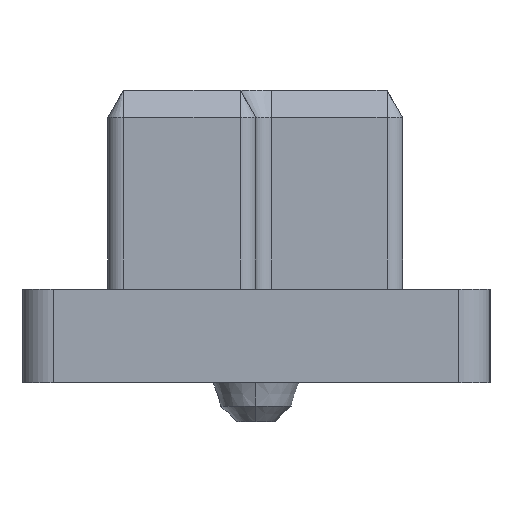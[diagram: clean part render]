
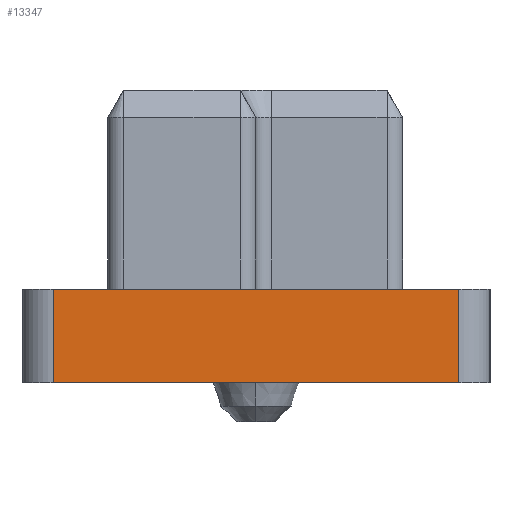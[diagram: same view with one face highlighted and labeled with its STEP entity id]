
A CAD part, left-side view. The second image highlights one B-rep face of the part: STEP entity #13347.
In plain terms, the highlighted planar face has unit normal (-1, 0, 0).
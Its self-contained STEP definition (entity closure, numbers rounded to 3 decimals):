
#3385=DIRECTION('',(0.,-1.,0.));
#3386=VECTOR('',#3385,5.2);
#3387=CARTESIAN_POINT('',(-10.9,2.6,-2.55));
#3388=LINE('',#3387,#3386);
#3409=DIRECTION('',(0.,0.,-1.));
#3410=VECTOR('',#3409,1.2);
#3411=CARTESIAN_POINT('',(-10.9,2.6,-2.55));
#3412=LINE('',#3411,#3410);
#3436=DIRECTION('',(0.,0.,-1.));
#3437=VECTOR('',#3436,1.2);
#3438=CARTESIAN_POINT('',(-10.9,-2.6,-2.55));
#3439=LINE('',#3438,#3437);
#3497=DIRECTION('',(0.,-1.,0.));
#3498=VECTOR('',#3497,5.2);
#3499=CARTESIAN_POINT('',(-10.9,2.6,-3.75));
#3500=LINE('',#3499,#3498);
#6882=CARTESIAN_POINT('',(-10.9,2.6,-2.55));
#6883=CARTESIAN_POINT('',(-10.9,2.6,-3.75));
#6884=VERTEX_POINT('',#6882);
#6885=VERTEX_POINT('',#6883);
#6902=CARTESIAN_POINT('',(-10.9,-2.6,-3.75));
#6903=VERTEX_POINT('',#6902);
#6904=CARTESIAN_POINT('',(-10.9,-2.6,-2.55));
#6905=VERTEX_POINT('',#6904);
#13334=CARTESIAN_POINT('',(-10.9,3.,-3.75));
#13335=DIRECTION('',(-1.,0.,0.));
#13336=DIRECTION('',(0.,-1.,0.));
#13337=AXIS2_PLACEMENT_3D('',#13334,#13335,#13336);
#13338=PLANE('',#13337);
#13339=ORIENTED_EDGE('',*,*,#13324,.F.);
#13340=ORIENTED_EDGE('',*,*,#13277,.T.);
#13342=ORIENTED_EDGE('',*,*,#13341,.T.);
#13344=ORIENTED_EDGE('',*,*,#13343,.F.);
#13345=EDGE_LOOP('',(#13339,#13340,#13342,#13344));
#13346=FACE_OUTER_BOUND('',#13345,.F.);
#13277=EDGE_CURVE('',#6884,#6905,#3388,.T.);
#13324=EDGE_CURVE('',#6884,#6885,#3412,.T.);
#13341=EDGE_CURVE('',#6905,#6903,#3439,.T.);
#13343=EDGE_CURVE('',#6885,#6903,#3500,.T.);
#13347=ADVANCED_FACE('',(#13346),#13338,.T.);
